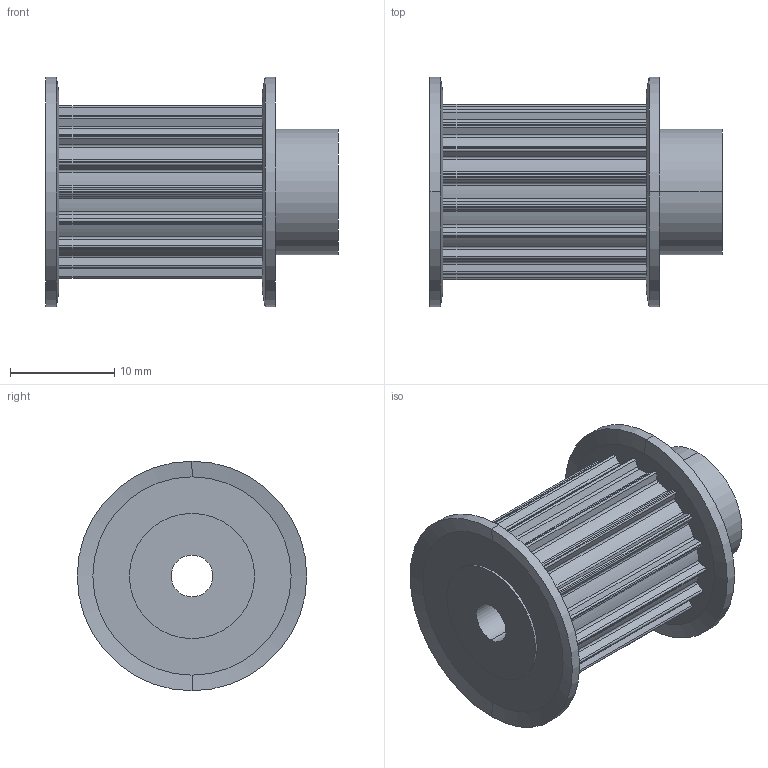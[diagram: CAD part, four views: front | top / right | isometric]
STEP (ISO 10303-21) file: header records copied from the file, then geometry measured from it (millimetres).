
FILE_DESCRIPTION(('STEP AP214'),'1');
FILE_NAME('cctmp_C9D3AFE7-9C79-42B9-87AA-E139AC0447BD_2021_1_6_11_14_14_129..stp','2021-01-06T10:14:14',('Mulco-Europe EWIV'),('CADClick - www.CADClick.com'),'Spatial InterOp 3D',' ','unknown authorization');
FILE_SCHEMA(('AUTOMOTIVE_DESIGN'));
Length unit declared in the file: millimetre
Products named in the file (1): 2021_01_06__11-14-14-113
Bounding box: 28 x 22 x 22 mm (x, y, z)
Volume: 4731 mm3; surface area: 3256.1 mm2
Topology: 1 solids, 1 shells, 168 faces, 478 edges, 316 vertices
Faces by surface type: cylinder 118, plane 42, cone 8
Entity records: 6954 total; most frequent: DIRECTION 1060, CARTESIAN_POINT 963, ORIENTED_EDGE 956, EDGE_CURVE 478, AXIS2_PLACEMENT_3D 413, VERTEX_POINT 316, CIRCLE 244, LINE 234
